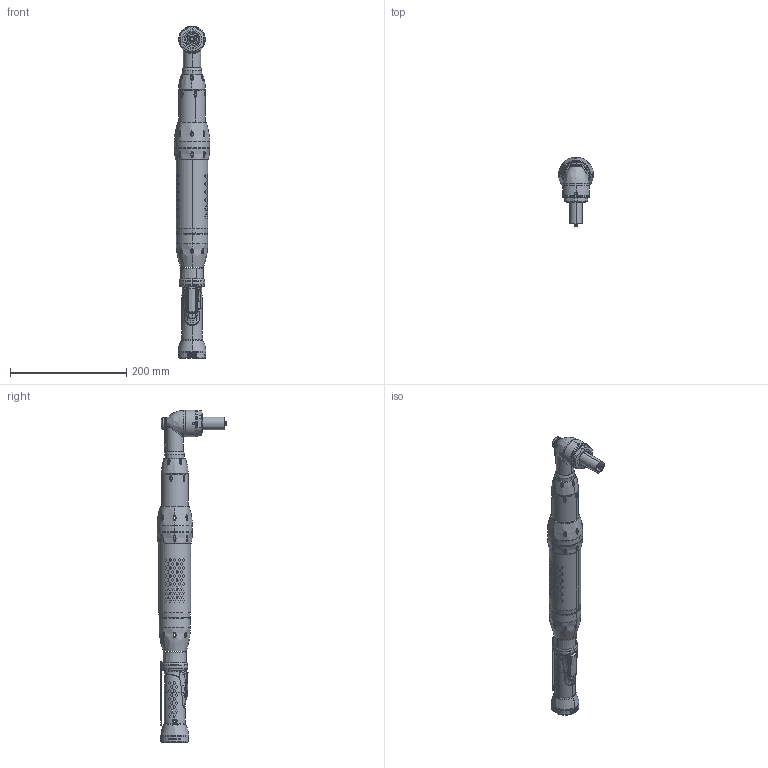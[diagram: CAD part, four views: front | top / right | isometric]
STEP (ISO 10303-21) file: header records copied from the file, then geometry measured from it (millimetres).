
FILE_DESCRIPTION((''),'2;1');
FILE_NAME('ETV-ST101-100-HAD_SW','2007-11-07T',('tooextkhd'),(''),'PRO/ENGINEER BY PARAMETRIC TECHNOLOGY CORPORATION, 2007090','PRO/ENGINEER BY PARAMETRIC TECHNOLOGY CORPORATION, 2007090','');
FILE_SCHEMA(('CONFIG_CONTROL_DESIGN', 'GEOMETRIC_VALIDATION_PROPERTIES_MIM'));
Length unit declared in the file: millimetre
Products named in the file (1): ETV-ST101-100-HAD_SW
Bounding box: 60.5 x 120.01 x 572.01 mm (x, y, z)
Surface area: 152593 mm2 (no closed solid volume)
Topology: 0 solids, 226 shells, 649 faces, 5314 edges, 4860 vertices
Faces by surface type: cylinder 242, bspline 128, torus 116, cone 74, plane 70, revolution 17, sphere 2
Entity records: 87033 total; most frequent: CARTESIAN_POINT 53857, ORIENTED_EDGE 6146, EDGE_CURVE 5310, VERTEX_POINT 4859, B_SPLINE_CURVE_WITH_KNOTS 4007, DIRECTION 3205, AXIS2_PLACEMENT_3D 1374, EDGE_LOOP 899
